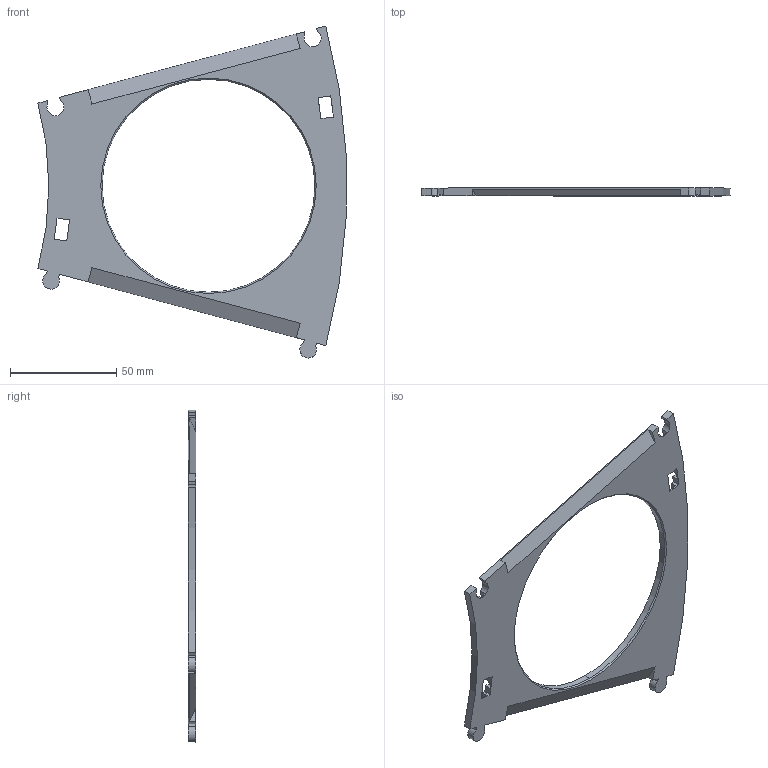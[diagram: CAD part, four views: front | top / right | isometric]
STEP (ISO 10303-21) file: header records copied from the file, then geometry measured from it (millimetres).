
FILE_DESCRIPTION (( 'STEP AP214' ), '1' );
FILE_NAME ('Top_Scale_V2.STEP', '2024-09-17T18:56:19', ( '' ), ( '' ), 'SwSTEP 2.0', 'SolidWorks 2024', '' );
FILE_SCHEMA (( 'AUTOMOTIVE_DESIGN' ));
Length unit declared in the file: millimetre
Products named in the file (1): Top_Scale_V2
Bounding box: 144.71 x 3.6 x 155.93 mm (x, y, z)
Volume: 25063.6 mm3; surface area: 20392.7 mm2
Topology: 1 solids, 1 shells, 70 faces, 208 edges, 138 vertices
Faces by surface type: plane 44, cylinder 24, cone 2
Entity records: 2389 total; most frequent: CARTESIAN_POINT 417, ORIENTED_EDGE 416, DIRECTION 408, EDGE_CURVE 208, VECTOR 150, LINE 150, VERTEX_POINT 138, AXIS2_PLACEMENT_3D 129
